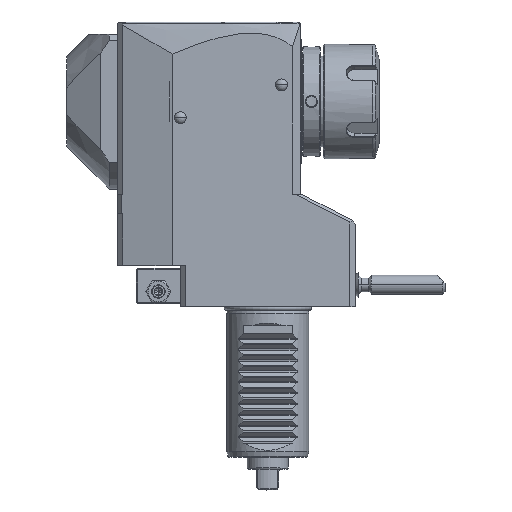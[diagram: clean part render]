
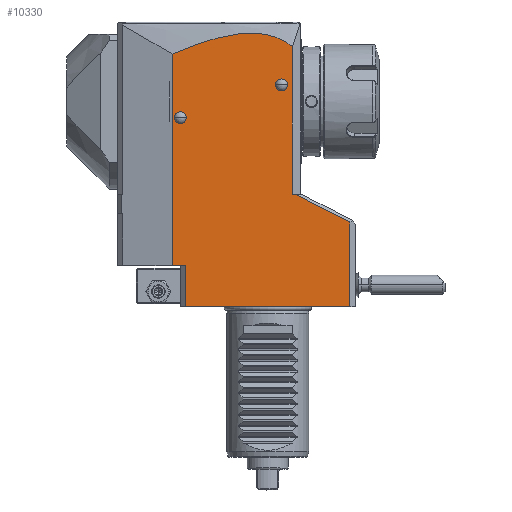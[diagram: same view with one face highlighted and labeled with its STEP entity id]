
A CAD part, top view. The second image highlights one B-rep face of the part: STEP entity #10330.
In plain terms, the highlighted planar face has unit normal (0, 0, 1).
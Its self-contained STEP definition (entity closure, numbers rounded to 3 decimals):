
#121=DIRECTION('',(0.,1.,0.));
#122=VECTOR('',#121,77.292);
#123=CARTESIAN_POINT('',(-12.,-26.,32.));
#124=LINE('',#123,#122);
#125=CARTESIAN_POINT('',(32.,53.997,32.));
#126=CARTESIAN_POINT('',(31.765,54.193,32.));
#127=CARTESIAN_POINT('',(31.29,54.57,32.));
#128=CARTESIAN_POINT('',(30.564,55.098,32.));
#129=CARTESIAN_POINT('',(29.821,55.589,32.));
#130=CARTESIAN_POINT('',(29.063,56.044,32.));
#131=CARTESIAN_POINT('',(28.283,56.466,32.));
#132=CARTESIAN_POINT('',(27.479,56.856,32.));
#133=CARTESIAN_POINT('',(26.651,57.214,32.));
#134=CARTESIAN_POINT('',(25.796,57.54,32.));
#135=CARTESIAN_POINT('',(24.907,57.836,32.));
#136=CARTESIAN_POINT('',(23.982,58.1,32.));
#137=CARTESIAN_POINT('',(23.019,58.331,32.));
#138=CARTESIAN_POINT('',(22.01,58.529,32.));
#139=CARTESIAN_POINT('',(20.95,58.692,32.));
#140=CARTESIAN_POINT('',(19.835,58.816,32.));
#141=CARTESIAN_POINT('',(18.657,58.901,32.));
#142=CARTESIAN_POINT('',(17.408,58.941,32.));
#143=CARTESIAN_POINT('',(16.083,58.932,32.));
#144=CARTESIAN_POINT('',(14.668,58.87,32.));
#145=CARTESIAN_POINT('',(13.148,58.746,32.));
#146=CARTESIAN_POINT('',(11.511,58.554,32.));
#147=CARTESIAN_POINT('',(9.749,58.284,32.));
#148=CARTESIAN_POINT('',(7.854,57.928,32.));
#149=CARTESIAN_POINT('',(5.834,57.479,32.));
#150=CARTESIAN_POINT('',(3.705,56.938,32.));
#151=CARTESIAN_POINT('',(1.457,56.296,32.));
#152=CARTESIAN_POINT('',(-0.924,55.547,32.));
#153=CARTESIAN_POINT('',(-3.446,54.684,32.));
#154=CARTESIAN_POINT('',(-6.119,53.697,32.));
#155=CARTESIAN_POINT('',(-8.955,52.579,32.));
#156=CARTESIAN_POINT('',(-10.966,51.737,32.));
#157=CARTESIAN_POINT('',(-12.,51.292,32.));
#159=DIRECTION('',(0.,-1.,0.));
#160=VECTOR('',#159,53.997);
#161=CARTESIAN_POINT('',(32.,53.997,32.));
#162=LINE('',#161,#160);
#163=DIRECTION('',(-0.891,0.454,0.));
#164=VECTOR('',#163,22.254);
#165=CARTESIAN_POINT('',(53.,-10.103,32.));
#166=LINE('',#165,#164);
#167=CARTESIAN_POINT('',(-9.,28.,32.));
#168=DIRECTION('',(0.,0.,-1.));
#169=DIRECTION('',(-1.,0.,0.));
#170=AXIS2_PLACEMENT_3D('',#167,#168,#169);
#172=CARTESIAN_POINT('',(-9.,28.,32.));
#173=DIRECTION('',(0.,0.,-1.));
#174=DIRECTION('',(1.,0.,0.));
#175=AXIS2_PLACEMENT_3D('',#172,#173,#174);
#177=CARTESIAN_POINT('',(28.,40.,32.));
#178=DIRECTION('',(0.,0.,-1.));
#179=DIRECTION('',(-1.,0.,0.));
#180=AXIS2_PLACEMENT_3D('',#177,#178,#179);
#182=CARTESIAN_POINT('',(28.,40.,32.));
#183=DIRECTION('',(0.,0.,-1.));
#184=DIRECTION('',(1.,0.,0.));
#185=AXIS2_PLACEMENT_3D('',#182,#183,#184);
#191=DIRECTION('',(0.,1.,0.));
#192=VECTOR('',#191,30.897);
#193=CARTESIAN_POINT('',(53.,-41.,32.));
#194=LINE('',#193,#192);
#309=DIRECTION('',(0.,-1.,0.));
#310=VECTOR('',#309,15.);
#311=CARTESIAN_POINT('',(-7.,-26.,32.));
#312=LINE('',#311,#310);
#341=DIRECTION('',(-1.,0.,0.));
#342=VECTOR('',#341,60.);
#343=CARTESIAN_POINT('',(53.,-41.,32.));
#344=LINE('',#343,#342);
#1785=DIRECTION('',(1.,0.,0.));
#1786=VECTOR('',#1785,5.);
#1787=CARTESIAN_POINT('',(-12.,-26.,32.));
#1788=LINE('',#1787,#1786);
#2018=DIRECTION('',(1.,0.,0.));
#2019=VECTOR('',#2018,1.171);
#2020=CARTESIAN_POINT('',(32.,0.,32.));
#2021=LINE('',#2020,#2019);
#9001=VERTEX_POINT('',#125);
#9002=VERTEX_POINT('',#157);
#9298=CARTESIAN_POINT('',(33.171,0.,32.));
#9300=VERTEX_POINT('',#9298);
#9304=CARTESIAN_POINT('',(53.,-10.103,32.));
#9305=VERTEX_POINT('',#9304);
#9328=CARTESIAN_POINT('',(32.,0.,32.));
#9329=VERTEX_POINT('',#9328);
#9534=CARTESIAN_POINT('',(-7.,-26.,32.));
#9535=VERTEX_POINT('',#9534);
#9941=CARTESIAN_POINT('',(-12.,-26.,32.));
#9943=VERTEX_POINT('',#9941);
#9966=CARTESIAN_POINT('',(53.,-41.,32.));
#9968=VERTEX_POINT('',#9966);
#9969=CARTESIAN_POINT('',(-7.,-41.,32.));
#9970=VERTEX_POINT('',#9969);
#10171=CARTESIAN_POINT('',(-11.17,28.,32.));
#10172=CARTESIAN_POINT('',(-6.83,28.,32.));
#10173=VERTEX_POINT('',#10171);
#10174=VERTEX_POINT('',#10172);
#10177=CARTESIAN_POINT('',(25.83,40.,32.));
#10178=CARTESIAN_POINT('',(30.17,40.,32.));
#10179=VERTEX_POINT('',#10177);
#10180=VERTEX_POINT('',#10178);
#10294=CARTESIAN_POINT('',(-32.,0.,32.));
#10295=DIRECTION('',(0.,0.,1.));
#10296=DIRECTION('',(1.,0.,0.));
#10297=AXIS2_PLACEMENT_3D('',#10294,#10295,#10296);
#10298=PLANE('',#10297);
#10300=ORIENTED_EDGE('',*,*,#10299,.F.);
#10302=ORIENTED_EDGE('',*,*,#10301,.T.);
#10304=ORIENTED_EDGE('',*,*,#10303,.F.);
#10306=ORIENTED_EDGE('',*,*,#10305,.F.);
#10307=ORIENTED_EDGE('',*,*,#10248,.T.);
#10309=ORIENTED_EDGE('',*,*,#10308,.F.);
#10311=ORIENTED_EDGE('',*,*,#10310,.T.);
#10313=ORIENTED_EDGE('',*,*,#10312,.T.);
#10315=ORIENTED_EDGE('',*,*,#10314,.F.);
#10316=EDGE_LOOP('',(#10300,#10302,#10304,#10306,#10307,#10309,#10311,#10313,
#10315));
#10317=FACE_OUTER_BOUND('',#10316,.F.);
#10319=ORIENTED_EDGE('',*,*,#10318,.F.);
#10321=ORIENTED_EDGE('',*,*,#10320,.F.);
#10322=EDGE_LOOP('',(#10319,#10321));
#10323=FACE_BOUND('',#10322,.F.);
#10325=ORIENTED_EDGE('',*,*,#10324,.F.);
#10327=ORIENTED_EDGE('',*,*,#10326,.F.);
#10328=EDGE_LOOP('',(#10325,#10327));
#10329=FACE_BOUND('',#10328,.F.);
#158=B_SPLINE_CURVE_WITH_KNOTS('',3,(#125,#126,#127,#128,#129,#130,#131,#132,
#133,#134,#135,#136,#137,#138,#139,#140,#141,#142,#143,#144,#145,#146,#147,#148,
#149,#150,#151,#152,#153,#154,#155,#156,#157),.UNSPECIFIED.,.F.,.F.,(4,1,1,1,1,
1,1,1,1,1,1,1,1,1,1,1,1,1,1,1,1,1,1,1,1,1,1,1,1,1,4),(0.,0.033,
0.067,0.1,0.133,0.167,0.2,
0.233,0.267,0.3,0.333,0.367,
0.4,0.433,0.467,0.5,0.533,
0.567,0.6,0.633,0.667,0.7,
0.733,0.767,0.8,0.833,0.867,
0.9,0.933,0.967,1.),.UNSPECIFIED.);
#171=CIRCLE('',#170,2.17);
#176=CIRCLE('',#175,2.17);
#181=CIRCLE('',#180,2.17);
#186=CIRCLE('',#185,2.17);
#10248=EDGE_CURVE('',#9943,#9002,#124,.T.);
#10299=EDGE_CURVE('',#9968,#9305,#194,.T.);
#10301=EDGE_CURVE('',#9968,#9970,#344,.T.);
#10303=EDGE_CURVE('',#9535,#9970,#312,.T.);
#10305=EDGE_CURVE('',#9943,#9535,#1788,.T.);
#10308=EDGE_CURVE('',#9001,#9002,#158,.T.);
#10310=EDGE_CURVE('',#9001,#9329,#162,.T.);
#10312=EDGE_CURVE('',#9329,#9300,#2021,.T.);
#10314=EDGE_CURVE('',#9305,#9300,#166,.T.);
#10318=EDGE_CURVE('',#10173,#10174,#171,.T.);
#10320=EDGE_CURVE('',#10174,#10173,#176,.T.);
#10324=EDGE_CURVE('',#10179,#10180,#181,.T.);
#10326=EDGE_CURVE('',#10180,#10179,#186,.T.);
#10330=ADVANCED_FACE('',(#10317,#10323,#10329),#10298,.T.);
